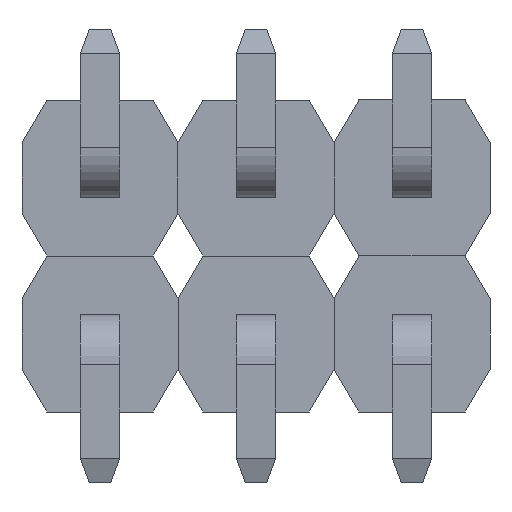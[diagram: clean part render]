
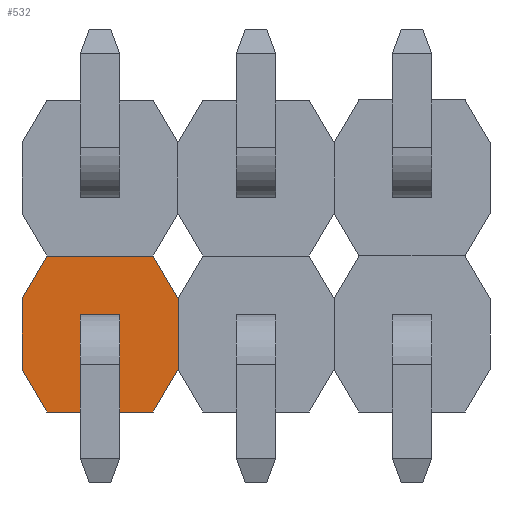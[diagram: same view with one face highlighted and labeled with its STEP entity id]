
A CAD part, front view. The second image highlights one B-rep face of the part: STEP entity #532.
In plain terms, the highlighted planar face has unit normal (0, -1, 0).
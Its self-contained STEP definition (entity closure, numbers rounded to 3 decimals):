
#68=FACE_OUTER_BOUND('',#96,.T.);
#96=EDGE_LOOP('',(#429,#430,#431,#432,#433,#434,#435,#436));
#137=LINE('',#818,#197);
#143=LINE('',#831,#203);
#147=LINE('',#840,#207);
#149=LINE('',#845,#209);
#157=LINE('',#857,#217);
#158=LINE('',#858,#218);
#159=LINE('',#859,#219);
#160=LINE('',#860,#220);
#197=VECTOR('',#677,1000.);
#203=VECTOR('',#685,1000.);
#207=VECTOR('',#691,1000.);
#209=VECTOR('',#695,1000.);
#217=VECTOR('',#707,1000.);
#218=VECTOR('',#708,1000.);
#219=VECTOR('',#709,1000.);
#220=VECTOR('',#710,1000.);
#245=VERTEX_POINT('',#816);
#246=VERTEX_POINT('',#817);
#251=VERTEX_POINT('',#828);
#252=VERTEX_POINT('',#830);
#255=VERTEX_POINT('',#837);
#256=VERTEX_POINT('',#839);
#257=VERTEX_POINT('',#843);
#258=VERTEX_POINT('',#844);
#301=EDGE_CURVE('',#245,#246,#137,.T.);
#307=EDGE_CURVE('',#251,#252,#143,.T.);
#311=EDGE_CURVE('',#255,#256,#147,.T.);
#313=EDGE_CURVE('',#257,#258,#149,.T.);
#321=EDGE_CURVE('',#251,#246,#157,.T.);
#322=EDGE_CURVE('',#245,#258,#158,.T.);
#323=EDGE_CURVE('',#257,#256,#159,.T.);
#324=EDGE_CURVE('',#255,#252,#160,.T.);
#429=ORIENTED_EDGE('',*,*,#307,.F.);
#430=ORIENTED_EDGE('',*,*,#321,.T.);
#431=ORIENTED_EDGE('',*,*,#301,.F.);
#432=ORIENTED_EDGE('',*,*,#322,.T.);
#433=ORIENTED_EDGE('',*,*,#313,.F.);
#434=ORIENTED_EDGE('',*,*,#323,.T.);
#435=ORIENTED_EDGE('',*,*,#311,.F.);
#436=ORIENTED_EDGE('',*,*,#324,.T.);
#474=PLANE('',#580);
#532=ADVANCED_FACE('',(#68),#474,.T.);
#580=AXIS2_PLACEMENT_3D('',#856,#705,#706);
#677=DIRECTION('',(0.,0.,1.));
#685=DIRECTION('',(1.,0.,0.));
#691=DIRECTION('',(0.,0.,-1.));
#695=DIRECTION('',(-1.,0.,0.));
#705=DIRECTION('center_axis',(0.,-1.,0.));
#706=DIRECTION('ref_axis',(0.,0.,-1.));
#707=DIRECTION('',(-0.5,0.,-0.866));
#708=DIRECTION('',(0.5,0.,-0.866));
#709=DIRECTION('',(0.5,0.,0.866));
#710=DIRECTION('',(-0.5,0.,0.866));
#816=CARTESIAN_POINT('',(-1.27,-4.4,1.854));
#817=CARTESIAN_POINT('',(-1.27,-4.4,2.994));
#818=CARTESIAN_POINT('',(-1.27,-4.4,1.154));
#828=CARTESIAN_POINT('',(-0.866,-4.4,3.694));
#830=CARTESIAN_POINT('',(0.866,-4.4,3.694));
#831=CARTESIAN_POINT('',(1.27,-4.4,3.694));
#837=CARTESIAN_POINT('',(1.27,-4.4,2.994));
#839=CARTESIAN_POINT('',(1.27,-4.4,1.854));
#840=CARTESIAN_POINT('',(1.27,-4.4,1.154));
#843=CARTESIAN_POINT('',(0.866,-4.4,1.154));
#844=CARTESIAN_POINT('',(-0.866,-4.4,1.154));
#845=CARTESIAN_POINT('',(1.27,-4.4,1.154));
#856=CARTESIAN_POINT('Origin',(-1.27,-4.4,3.694));
#857=CARTESIAN_POINT('',(-0.967,-4.4,3.519));
#858=CARTESIAN_POINT('',(-2.067,-4.4,3.234));
#859=CARTESIAN_POINT('',(1.432,-4.4,2.134));
#860=CARTESIAN_POINT('',(0.332,-4.4,4.619));
